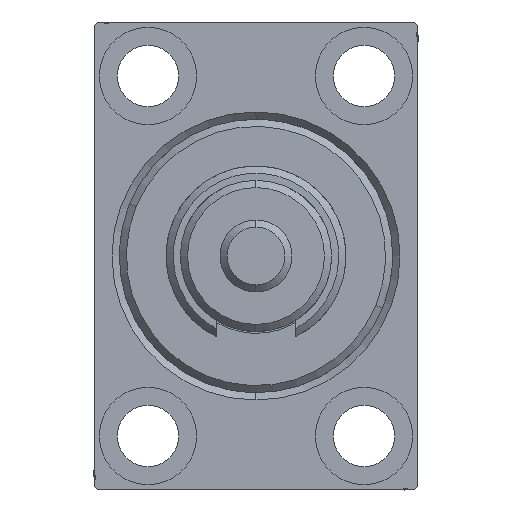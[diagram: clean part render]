
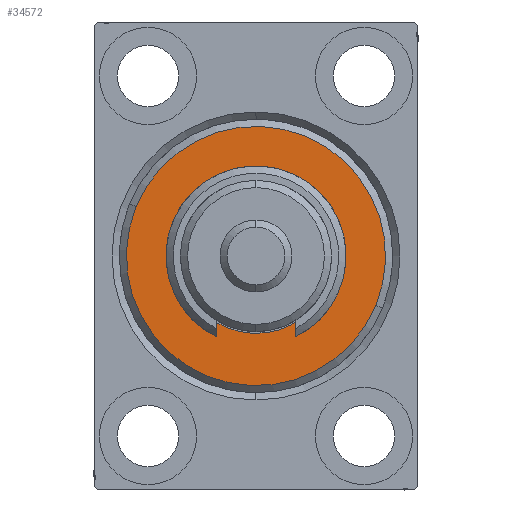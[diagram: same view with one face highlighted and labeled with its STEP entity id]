
A CAD part, left-side view. The second image highlights one B-rep face of the part: STEP entity #34572.
In plain terms, the highlighted face is planar.
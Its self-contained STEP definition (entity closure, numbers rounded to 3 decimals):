
#73 = EDGE_CURVE ( 'NONE', #10249, #20348, #3325, .T. ) ;
#1839 = EDGE_LOOP ( 'NONE', ( #34350, #22395 ) ) ;
#3325 = CIRCLE ( 'NONE', #9377, 10.75 ) ;
#4815 = FACE_BOUND ( 'NONE', #1839, .T. ) ;
#5058 = CARTESIAN_POINT ( 'NONE',  ( 3., 0., 0. ) ) ;
#5691 = EDGE_CURVE ( 'NONE', #20348, #10249, #36648, .T. ) ;
#6909 = CIRCLE ( 'NONE', #28786, 18. ) ;
#9377 = AXIS2_PLACEMENT_3D ( 'NONE', #29979, #15300, #18392 ) ;
#9556 = CARTESIAN_POINT ( 'NONE',  ( 3., 0., 18. ) ) ;
#10249 = VERTEX_POINT ( 'NONE', #23045 ) ;
#10950 = DIRECTION ( 'NONE',  ( -1., 0., 0. ) ) ;
#12163 = EDGE_CURVE ( 'NONE', #14382, #39078, #6909, .T. ) ;
#12165 = CIRCLE ( 'NONE', #38602, 18. ) ;
#12655 = DIRECTION ( 'NONE',  ( 1., 0., 0. ) ) ;
#14382 = VERTEX_POINT ( 'NONE', #9556 ) ;
#15253 = EDGE_CURVE ( 'NONE', #39078, #14382, #12165, .T. ) ;
#15300 = DIRECTION ( 'NONE',  ( -1., 0., 0. ) ) ;
#16434 = CARTESIAN_POINT ( 'NONE',  ( 3., 0., 0. ) ) ;
#16792 = ORIENTED_EDGE ( 'NONE', *, *, #12163, .T. ) ;
#16915 = EDGE_LOOP ( 'NONE', ( #16792, #28684 ) ) ;
#18383 = CARTESIAN_POINT ( 'NONE',  ( 3., 0., -10.75 ) ) ;
#18392 = DIRECTION ( 'NONE',  ( 0., 0., -1. ) ) ;
#18736 = CARTESIAN_POINT ( 'NONE',  ( 3., 0., 0. ) ) ;
#19493 = DIRECTION ( 'NONE',  ( 1., 0., 0. ) ) ;
#20348 = VERTEX_POINT ( 'NONE', #18383 ) ;
#22270 = AXIS2_PLACEMENT_3D ( 'NONE', #18736, #10950, #40027 ) ;
#22395 = ORIENTED_EDGE ( 'NONE', *, *, #5691, .T. ) ;
#22588 = DIRECTION ( 'NONE',  ( 0., 0., -1. ) ) ;
#23045 = CARTESIAN_POINT ( 'NONE',  ( 3., 0., 10.75 ) ) ;
#28684 = ORIENTED_EDGE ( 'NONE', *, *, #15253, .T. ) ;
#28786 = AXIS2_PLACEMENT_3D ( 'NONE', #16434, #12655, #37956 ) ;
#29979 = CARTESIAN_POINT ( 'NONE',  ( 3., 0., 0. ) ) ;
#30738 = AXIS2_PLACEMENT_3D ( 'NONE', #5058, #19493, #33907 ) ;
#33000 = CARTESIAN_POINT ( 'NONE',  ( 3., 0., 0. ) ) ;
#33907 = DIRECTION ( 'NONE',  ( 0., 0., -1. ) ) ;
#34350 = ORIENTED_EDGE ( 'NONE', *, *, #73, .T. ) ;
#34572 = ADVANCED_FACE ( 'NONE', ( #37226, #4815 ), #37477, .T. ) ;
#36538 = DIRECTION ( 'NONE',  ( 1., 0., 0. ) ) ;
#36648 = CIRCLE ( 'NONE', #22270, 10.75 ) ;
#37226 = FACE_OUTER_BOUND ( 'NONE', #16915, .T. ) ;
#37477 = PLANE ( 'NONE',  #30738 ) ;
#37956 = DIRECTION ( 'NONE',  ( 0., 0., -1. ) ) ;
#38602 = AXIS2_PLACEMENT_3D ( 'NONE', #33000, #36538, #22588 ) ;
#39078 = VERTEX_POINT ( 'NONE', #44984 ) ;
#40027 = DIRECTION ( 'NONE',  ( 0., 0., -1. ) ) ;
#44984 = CARTESIAN_POINT ( 'NONE',  ( 3., 0., -18. ) ) ;
